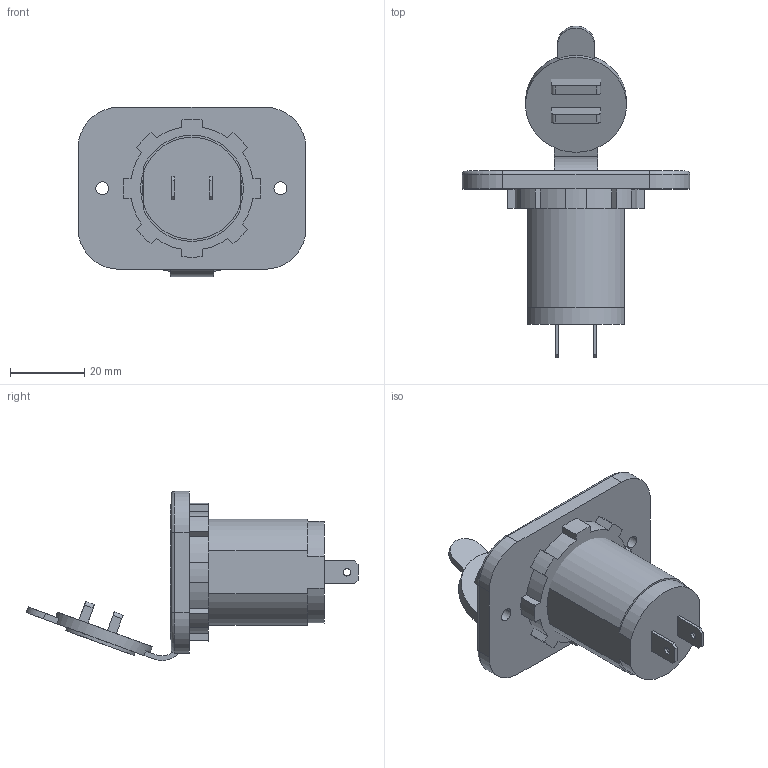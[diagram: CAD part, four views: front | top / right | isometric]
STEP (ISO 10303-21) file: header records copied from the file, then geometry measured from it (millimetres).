
FILE_DESCRIPTION (( 'STEP AP214' ), '1' );
FILE_NAME ('ﾊ頸琺韜 ﾇﾓ_12-5ﾂ_USB.STEP', '2019-01-28T08:51:02', ( '' ), ( '' ), 'SwSTEP 2.0', 'SolidWorks 2018', '' );
FILE_SCHEMA (( 'AUTOMOTIVE_DESIGN' ));
Length unit declared in the file: millimetre
Products named in the file (5): ﾊ頸琺韜 ﾇﾓ_12-5ﾂ_USB; Äåòàëü5^Êèòàéñêèé ÇÓ_12-5Â_USB; Äåòàëü4^Êèòàéñêèé ÇÓ_12-5Â_USB; Äåòàëü3^Êèòàéñêèé ÇÓ_12-5Â_USB; Äåòàëü1^Êèòàéñêèé ÇÓ_12-5Â_USB
Assembly tree (4 placements, depth 2):
  ﾊ頸琺韜 ﾇﾓ_12-5ﾂ_USB
    Äåòàëü1^Êèòàéñêèé ÇÓ_12-5Â_USB
    Äåòàëü3^Êèòàéñêèé ÇÓ_12-5Â_USB
    Äåòàëü4^Êèòàéñêèé ÇÓ_12-5Â_USB
    Äåòàëü5^Êèòàéñêèé ÇÓ_12-5Â_USB
Bounding box: 61.4 x 89.43 x 45.6 mm (x, y, z)
Volume: 37526.3 mm3; surface area: 17871.4 mm2
Topology: 4 solids, 4 shells, 323 faces, 854 edges, 565 vertices
Faces by surface type: plane 186, cylinder 83, bspline 42, cone 6, torus 4, sphere 2
Entity records: 13772 total; most frequent: CARTESIAN_POINT 3727, ORIENTED_EDGE 1708, DIRECTION 1530, EDGE_CURVE 854, LINE 586, VECTOR 586, VERTEX_POINT 565, AXIS2_PLACEMENT_3D 472
